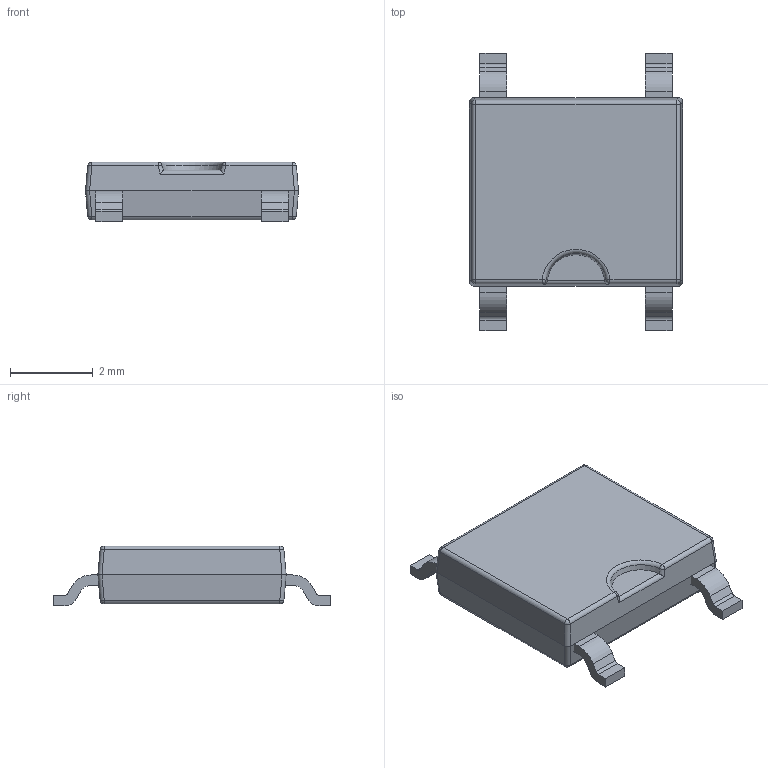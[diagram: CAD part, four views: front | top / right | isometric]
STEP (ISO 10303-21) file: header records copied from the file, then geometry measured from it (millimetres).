
FILE_DESCRIPTION(('STEP AP214'), '1');
FILE_NAME('Fair_Micro-DIP', '2017-10-19T16:34:10', ('Nobody'), (''), 'ASCON STEP Converter 1.3', 'ASCON Math Kernel', '');
FILE_SCHEMA(('AUTOMOTIVE_DESIGN { 1 0 10303 214 3 1 1}'));
Length unit declared in the file: millimetre
Bounding box: 5.15 x 6.7 x 1.45 mm (x, y, z)
Volume: 32.7 mm3; surface area: 82.3 mm2
Topology: 5 solids, 5 shells, 99 faces, 255 edges, 160 vertices
Faces by surface type: plane 51, cylinder 34, bspline 12, cone 1, torus 1
Entity records: 4011 total; most frequent: CARTESIAN_POINT 826, DIRECTION 472, ORIENTED_EDGE 458, EDGE_CURVE 229, LINE 168, VECTOR 168, AXIS2_PLACEMENT_3D 152, VERTEX_POINT 140
